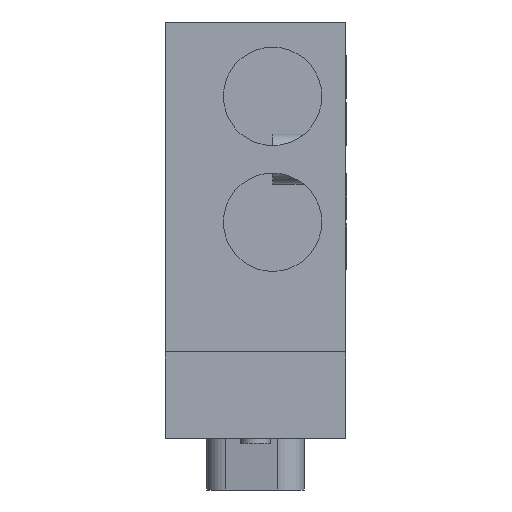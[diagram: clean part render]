
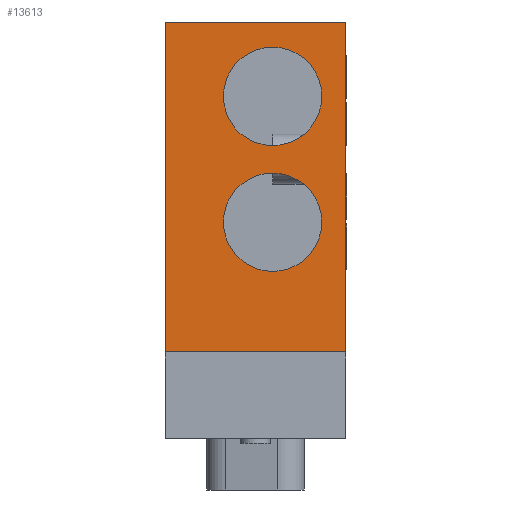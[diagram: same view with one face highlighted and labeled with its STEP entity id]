
A CAD part, front view. The second image highlights one B-rep face of the part: STEP entity #13613.
In plain terms, the highlighted face is planar.
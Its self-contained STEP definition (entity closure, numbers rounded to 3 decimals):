
#7379=PLANE('',#25655);
#8672=LINE('',#32099,#10694);
#8682=LINE('',#32119,#10704);
#8880=LINE('',#32843,#10902);
#9022=LINE('',#33297,#11044);
#10694=VECTOR('',#27064,1.);
#10704=VECTOR('',#27076,1.);
#10902=VECTOR('',#27432,1.);
#11044=VECTOR('',#27684,1.);
#13613=ADVANCED_FACE('',(#14674,#14675,#14676),#7379,.T.);
#14674=FACE_BOUND('',#15022,.T.);
#14675=FACE_BOUND('',#15023,.T.);
#14676=FACE_BOUND('',#15024,.T.);
#15022=EDGE_LOOP('',(#17010));
#15023=EDGE_LOOP('',(#17011));
#15024=EDGE_LOOP('',(#17012,#17013,#17014,#17015));
#17010=ORIENTED_EDGE('',*,*,#23526,.F.);
#17011=ORIENTED_EDGE('',*,*,#23527,.F.);
#17012=ORIENTED_EDGE('',*,*,#23343,.F.);
#17013=ORIENTED_EDGE('',*,*,#23528,.F.);
#17014=ORIENTED_EDGE('',*,*,#23068,.T.);
#17015=ORIENTED_EDGE('',*,*,#23078,.T.);
#21346=VERTEX_POINT('',#32098);
#21347=VERTEX_POINT('',#32100);
#21355=VERTEX_POINT('',#32118);
#21574=VERTEX_POINT('',#32844);
#21724=VERTEX_POINT('',#33294);
#21725=VERTEX_POINT('',#33296);
#23068=EDGE_CURVE('',#21347,#21346,#8672,.T.);
#23078=EDGE_CURVE('',#21346,#21355,#8682,.T.);
#23343=EDGE_CURVE('',#21574,#21355,#8880,.T.);
#23526=EDGE_CURVE('',#21724,#21724,#25326,.T.);
#23527=EDGE_CURVE('',#21725,#21725,#25327,.T.);
#23528=EDGE_CURVE('',#21347,#21574,#9022,.T.);
#25326=CIRCLE('',#25653,4.299);
#25327=CIRCLE('',#25654,4.299);
#25653=AXIS2_PLACEMENT_3D('',#33293,#27680,#27681);
#25654=AXIS2_PLACEMENT_3D('',#33295,#27682,#27683);
#25655=AXIS2_PLACEMENT_3D('',#33298,#27685,#27686);
#27064=DIRECTION('',(0.,0.,-1.));
#27076=DIRECTION('',(0.,-1.,0.));
#27432=DIRECTION('',(0.,0.,-1.));
#27680=DIRECTION('',(-1.,0.,0.));
#27681=DIRECTION('',(0.,-1.,0.));
#27682=DIRECTION('',(-1.,0.,0.));
#27683=DIRECTION('',(0.,-1.,0.));
#27684=DIRECTION('',(0.,-1.,0.));
#27685=DIRECTION('',(-1.,0.,0.));
#27686=DIRECTION('',(0.,0.,1.));
#32098=CARTESIAN_POINT('',(-14.694,14.8,-12.538));
#32099=CARTESIAN_POINT('',(-14.694,14.8,16.245));
#32100=CARTESIAN_POINT('',(-14.694,14.8,16.245));
#32118=CARTESIAN_POINT('',(-14.694,-1.,-12.538));
#32119=CARTESIAN_POINT('',(-14.694,14.8,-12.538));
#32843=CARTESIAN_POINT('',(-14.694,-1.,16.245));
#32844=CARTESIAN_POINT('',(-14.694,-1.,16.245));
#33293=CARTESIAN_POINT('',(-14.694,8.403,4.962));
#33294=CARTESIAN_POINT('',(-14.694,4.103,4.962));
#33295=CARTESIAN_POINT('',(-14.694,8.403,-6.038));
#33296=CARTESIAN_POINT('',(-14.694,4.103,-6.038));
#33297=CARTESIAN_POINT('',(-14.694,14.8,16.245));
#33298=CARTESIAN_POINT('',(-14.694,14.8,16.245));
